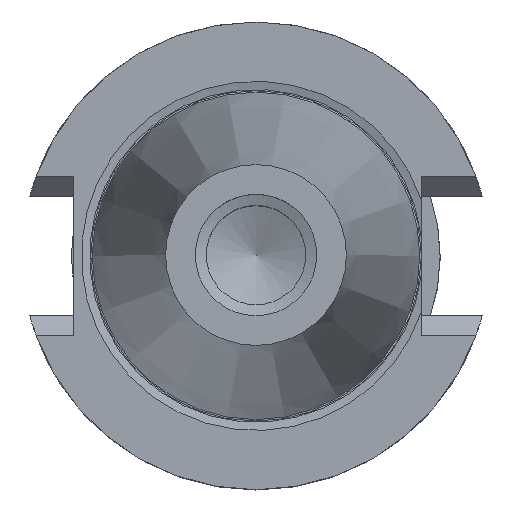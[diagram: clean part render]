
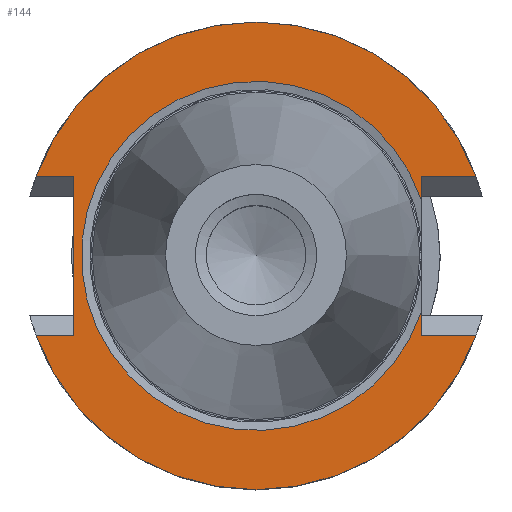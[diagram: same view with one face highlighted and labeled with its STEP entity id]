
A CAD part, top view. The second image highlights one B-rep face of the part: STEP entity #144.
In plain terms, the highlighted planar face has unit normal (0, 0, 1).
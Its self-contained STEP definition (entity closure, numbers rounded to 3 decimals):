
#144=ADVANCED_FACE('',(#208),#176,.F.);
#176=PLANE('',#914);
#208=FACE_OUTER_BOUND('',#257,.T.);
#257=EDGE_LOOP('',(#492,#493,#494,#495,#496,#497,#498,#499,#500,#501));
#289=CIRCLE('',#864,23.7);
#292=CIRCLE('',#870,31.75);
#306=CIRCLE('',#901,31.75);
#492=ORIENTED_EDGE('',*,*,#703,.T.);
#493=ORIENTED_EDGE('',*,*,#704,.T.);
#494=ORIENTED_EDGE('',*,*,#626,.T.);
#495=ORIENTED_EDGE('',*,*,#706,.T.);
#496=ORIENTED_EDGE('',*,*,#692,.T.);
#497=ORIENTED_EDGE('',*,*,#634,.F.);
#498=ORIENTED_EDGE('',*,*,#691,.F.);
#499=ORIENTED_EDGE('',*,*,#689,.F.);
#500=ORIENTED_EDGE('',*,*,#685,.F.);
#501=ORIENTED_EDGE('',*,*,#682,.F.);
#551=VERTEX_POINT('',#1230);
#552=VERTEX_POINT('',#1231);
#557=VERTEX_POINT('',#1251);
#559=VERTEX_POINT('',#1254);
#592=VERTEX_POINT('',#1385);
#593=VERTEX_POINT('',#1387);
#594=VERTEX_POINT('',#1392);
#596=VERTEX_POINT('',#1399);
#597=VERTEX_POINT('',#1405);
#603=VERTEX_POINT('',#1425);
#626=EDGE_CURVE('',#551,#552,#289,.T.);
#634=EDGE_CURVE('',#557,#559,#292,.T.);
#682=EDGE_CURVE('',#592,#593,#306,.T.);
#685=EDGE_CURVE('',#593,#594,#750,.T.);
#689=EDGE_CURVE('',#594,#596,#754,.T.);
#691=EDGE_CURVE('',#596,#557,#756,.T.);
#692=EDGE_CURVE('',#597,#559,#757,.T.);
#703=EDGE_CURVE('',#592,#603,#767,.T.);
#704=EDGE_CURVE('',#603,#551,#768,.T.);
#706=EDGE_CURVE('',#552,#597,#770,.T.);
#750=LINE('',#1391,#802);
#754=LINE('',#1398,#806);
#756=LINE('',#1402,#808);
#757=LINE('',#1404,#809);
#767=LINE('',#1426,#819);
#768=LINE('',#1428,#820);
#770=LINE('',#1430,#822);
#802=VECTOR('',#1094,1.);
#806=VECTOR('',#1100,1.);
#808=VECTOR('',#1104,1.);
#809=VECTOR('',#1107,1.);
#819=VECTOR('',#1127,1.);
#820=VECTOR('',#1130,1.);
#822=VECTOR('',#1132,1.);
#864=AXIS2_PLACEMENT_3D('',#1229,#987,#988);
#870=AXIS2_PLACEMENT_3D('',#1253,#1001,#1002);
#901=AXIS2_PLACEMENT_3D('',#1386,#1087,#1088);
#914=AXIS2_PLACEMENT_3D('',#1433,#1136,#1137);
#987=DIRECTION('',(0.,0.,-1.));
#988=DIRECTION('',(-1.,0.,0.));
#1001=DIRECTION('',(0.,0.,-1.));
#1002=DIRECTION('',(-1.,0.,0.));
#1087=DIRECTION('',(0.,0.,-1.));
#1088=DIRECTION('',(-1.,0.,0.));
#1094=DIRECTION('',(1.,0.,0.));
#1100=DIRECTION('',(0.,1.,0.));
#1104=DIRECTION('',(-1.,0.,0.));
#1107=DIRECTION('',(1.,0.,0.));
#1127=DIRECTION('',(-1.,0.,0.));
#1130=DIRECTION('',(0.,1.,0.));
#1132=DIRECTION('',(0.,1.,0.));
#1136=DIRECTION('',(0.,0.,-1.));
#1137=DIRECTION('',(-1.,0.,0.));
#1229=CARTESIAN_POINT('',(0.,0.,-1.));
#1230=CARTESIAN_POINT('',(22.42,-7.683,-1.));
#1231=CARTESIAN_POINT('',(22.42,7.683,-1.));
#1251=CARTESIAN_POINT('',(-29.859,10.795,-1.));
#1253=CARTESIAN_POINT('',(0.,0.,-1.));
#1254=CARTESIAN_POINT('',(29.859,10.795,-1.));
#1385=CARTESIAN_POINT('',(29.859,-10.795,-1.));
#1386=CARTESIAN_POINT('',(0.,0.,-1.));
#1387=CARTESIAN_POINT('',(-29.859,-10.795,-1.));
#1391=CARTESIAN_POINT('',(0.,-10.795,-1.));
#1392=CARTESIAN_POINT('',(-24.82,-10.795,-1.));
#1398=CARTESIAN_POINT('',(-24.82,21.925,-1.));
#1399=CARTESIAN_POINT('',(-24.82,10.795,-1.));
#1402=CARTESIAN_POINT('',(0.,10.795,-1.));
#1404=CARTESIAN_POINT('',(0.,10.795,-1.));
#1405=CARTESIAN_POINT('',(22.42,10.795,-1.));
#1425=CARTESIAN_POINT('',(22.42,-10.795,-1.));
#1426=CARTESIAN_POINT('',(0.,-10.795,-1.));
#1428=CARTESIAN_POINT('',(22.42,21.925,-1.));
#1430=CARTESIAN_POINT('',(22.42,21.925,-1.));
#1433=CARTESIAN_POINT('',(0.,21.925,-1.));
